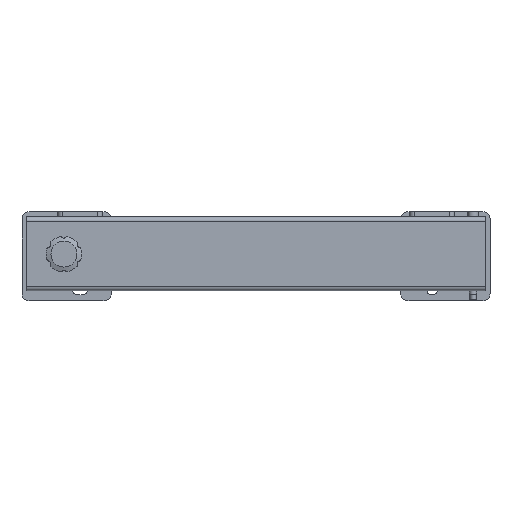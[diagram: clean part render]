
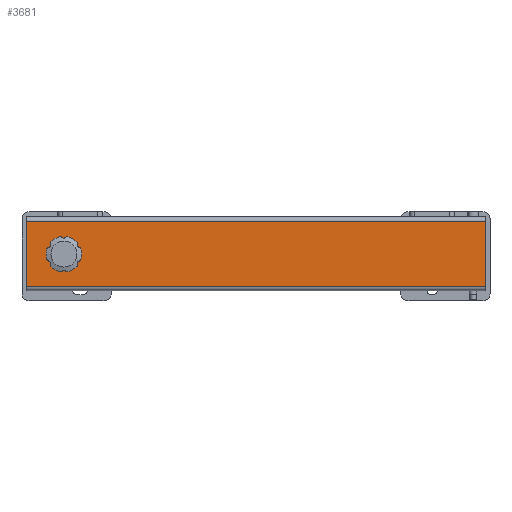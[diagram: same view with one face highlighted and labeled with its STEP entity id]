
A CAD part, top view. The second image highlights one B-rep face of the part: STEP entity #3681.
In plain terms, the highlighted planar face has unit normal (0, 0, 1).
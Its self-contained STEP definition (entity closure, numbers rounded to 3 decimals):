
#84 = DIRECTION ( 'NONE',  ( -1., 0., 0. ) ) ;
#365 = EDGE_CURVE ( 'NONE', #5242, #2805, #2492, .T. ) ;
#383 = LINE ( 'NONE', #591, #2498 ) ;
#504 = EDGE_LOOP ( 'NONE', ( #838, #2790, #2081, #1271 ) ) ;
#562 = CARTESIAN_POINT ( 'NONE',  ( -293.161, -41.5, 159.712 ) ) ;
#591 = CARTESIAN_POINT ( 'NONE',  ( 179.839, -4.5, 159.712 ) ) ;
#744 = VERTEX_POINT ( 'NONE', #5411 ) ;
#805 = DIRECTION ( 'NONE',  ( 0., 0., -1. ) ) ;
#838 = ORIENTED_EDGE ( 'NONE', *, *, #365, .T. ) ;
#844 = CARTESIAN_POINT ( 'NONE',  ( -335.161, -4.5, 159.712 ) ) ;
#846 = VECTOR ( 'NONE', #1273, 1000. ) ;
#870 = DIRECTION ( 'NONE',  ( -1., 0., 0. ) ) ;
#926 = CARTESIAN_POINT ( 'NONE',  ( -308.161, -41.5, 159.712 ) ) ;
#1043 = EDGE_CURVE ( 'NONE', #4557, #5242, #4545, .T. ) ;
#1221 = EDGE_CURVE ( 'NONE', #1486, #1486, #1762, .T. ) ;
#1271 = ORIENTED_EDGE ( 'NONE', *, *, #1043, .T. ) ;
#1273 = DIRECTION ( 'NONE',  ( 0., -1., 0. ) ) ;
#1486 = VERTEX_POINT ( 'NONE', #926 ) ;
#1592 = DIRECTION ( 'NONE',  ( -1., 0., 0. ) ) ;
#1617 = CARTESIAN_POINT ( 'NONE',  ( -335.161, -77.5, 159.712 ) ) ;
#1687 = LINE ( 'NONE', #4823, #2348 ) ;
#1762 = CIRCLE ( 'NONE', #2232, 15. ) ;
#1815 = DIRECTION ( 'NONE',  ( 0., 0., 1. ) ) ;
#2081 = ORIENTED_EDGE ( 'NONE', *, *, #2939, .F. ) ;
#2232 = AXIS2_PLACEMENT_3D ( 'NONE', #562, #1815, #4801 ) ;
#2288 = VECTOR ( 'NONE', #1592, 1000. ) ;
#2346 = ORIENTED_EDGE ( 'NONE', *, *, #1221, .F. ) ;
#2348 = VECTOR ( 'NONE', #84, 1000. ) ;
#2492 = LINE ( 'NONE', #844, #846 ) ;
#2498 = VECTOR ( 'NONE', #5257, 1000. ) ;
#2790 = ORIENTED_EDGE ( 'NONE', *, *, #5116, .F. ) ;
#2805 = VERTEX_POINT ( 'NONE', #1617 ) ;
#2939 = EDGE_CURVE ( 'NONE', #4557, #744, #383, .T. ) ;
#3255 = CARTESIAN_POINT ( 'NONE',  ( 179.839, -4.5, 159.712 ) ) ;
#3362 = CARTESIAN_POINT ( 'NONE',  ( 179.839, -4.5, 159.712 ) ) ;
#3671 = EDGE_LOOP ( 'NONE', ( #2346 ) ) ;
#3681 = ADVANCED_FACE ( 'NONE', ( #5034, #3900 ), #5061, .F. ) ;
#3900 = FACE_BOUND ( 'NONE', #3671, .T. ) ;
#4382 = CARTESIAN_POINT ( 'NONE',  ( 179.839, -4.5, 159.712 ) ) ;
#4405 = AXIS2_PLACEMENT_3D ( 'NONE', #3362, #805, #870 ) ;
#4545 = LINE ( 'NONE', #3255, #2288 ) ;
#4557 = VERTEX_POINT ( 'NONE', #4382 ) ;
#4801 = DIRECTION ( 'NONE',  ( -1., 0., 0. ) ) ;
#4823 = CARTESIAN_POINT ( 'NONE',  ( 179.839, -77.5, 159.712 ) ) ;
#5034 = FACE_OUTER_BOUND ( 'NONE', #504, .T. ) ;
#5061 = PLANE ( 'NONE',  #4405 ) ;
#5116 = EDGE_CURVE ( 'NONE', #744, #2805, #1687, .T. ) ;
#5242 = VERTEX_POINT ( 'NONE', #5341 ) ;
#5257 = DIRECTION ( 'NONE',  ( 0., -1., 0. ) ) ;
#5341 = CARTESIAN_POINT ( 'NONE',  ( -335.161, -4.5, 159.712 ) ) ;
#5411 = CARTESIAN_POINT ( 'NONE',  ( 179.839, -77.5, 159.712 ) ) ;
